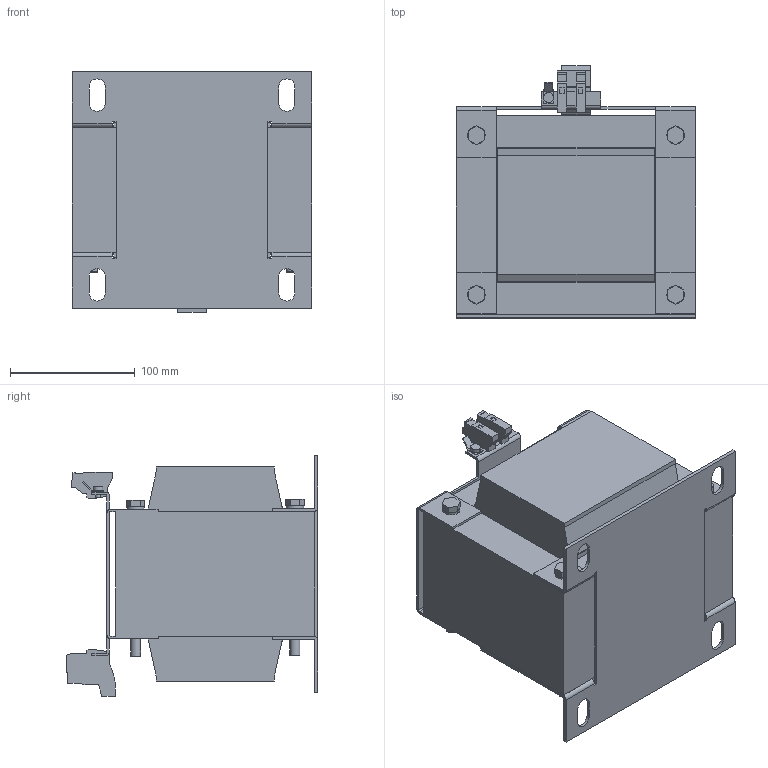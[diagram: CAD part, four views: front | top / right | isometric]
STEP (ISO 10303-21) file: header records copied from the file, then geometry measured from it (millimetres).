
FILE_DESCRIPTION (( 'STEP AP203' ), '1' );
FILE_NAME ('CT-250-060-12-0.step', '2024-10-31T16:58:07', ( '' ), ( '' ), 'SwSTEP 2.0', 'SolidWorks 2023', '' );
FILE_SCHEMA (( 'CONFIG_CONTROL_DESIGN' ));
Length unit declared in the file: inch
Products named in the file (1): CT-250-060-12-0
Bounding box: 192 x 202.4 x 193.3 mm (x, y, z)
Volume: 4135036.5 mm3; surface area: 331791.8 mm2
Topology: 1 solids, 1 shells, 377 faces, 1029 edges, 666 vertices
Faces by surface type: plane 303, cylinder 74
Entity records: 11920 total; most frequent: CARTESIAN_POINT 2073, ORIENTED_EDGE 2058, DIRECTION 1991, EDGE_CURVE 1029, VECTOR 823, LINE 823, VERTEX_POINT 666, AXIS2_PLACEMENT_3D 584
